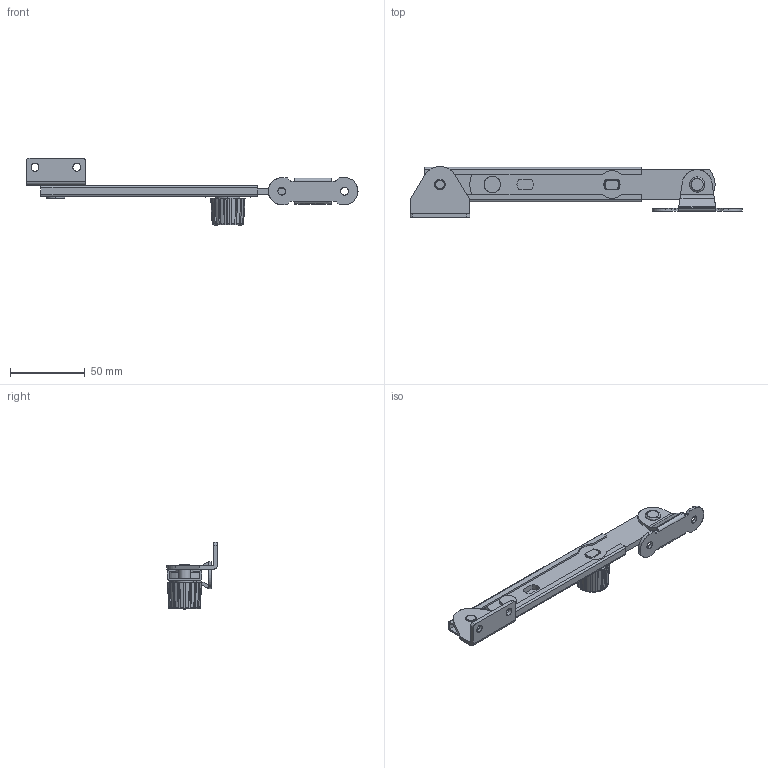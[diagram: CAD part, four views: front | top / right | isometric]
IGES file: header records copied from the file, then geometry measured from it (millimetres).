
Start section: SolidWorks IGES file using analytic representation for surfaces
Global section: file name: B-1455-3.IGS,41; native system: HSolidWorks 2006 by SolidWorks Corporation; preprocessor: SolidWorks 2006 by SolidWorks Corporation; author: 3sw; date: 060907.093738; units: millimetre
Bounding box: 222 x 34 x 45.1 mm (x, y, z)
Surface area: 34412.1 mm2 (no closed solid volume)
Topology: 0 solids, 0 shells, 288 faces, 3985 edges, 3980 vertices
Faces by surface type: bspline 161, revolution 127
